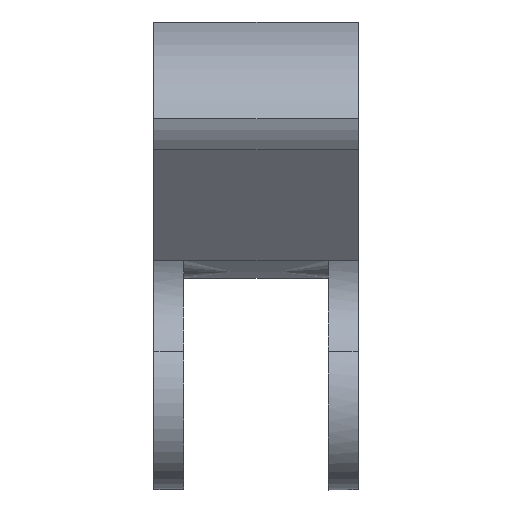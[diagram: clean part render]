
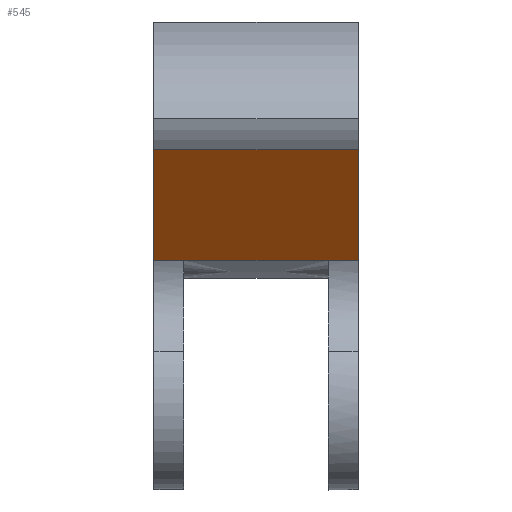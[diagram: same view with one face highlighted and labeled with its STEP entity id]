
A CAD part, left-side view. The second image highlights one B-rep face of the part: STEP entity #545.
In plain terms, the highlighted planar face has unit normal (-0.786, 0, -0.618).
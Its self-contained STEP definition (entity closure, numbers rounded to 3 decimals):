
#93=LINE('',#1137,#138);
#94=LINE('',#1140,#139);
#95=LINE('',#1142,#140);
#96=LINE('',#1143,#141);
#138=VECTOR('',#694,10.);
#139=VECTOR('',#697,10.);
#140=VECTOR('',#698,10.);
#141=VECTOR('',#699,10.);
#155=PLANE('',#592);
#181=FACE_OUTER_BOUND('',#209,.T.);
#209=EDGE_LOOP('',(#463,#464,#465,#466));
#276=VERTEX_POINT('',#1133);
#277=VERTEX_POINT('',#1135);
#278=VERTEX_POINT('',#1139);
#279=VERTEX_POINT('',#1141);
#353=EDGE_CURVE('',#276,#277,#93,.T.);
#354=EDGE_CURVE('',#276,#278,#94,.T.);
#355=EDGE_CURVE('',#279,#277,#95,.T.);
#356=EDGE_CURVE('',#278,#279,#96,.T.);
#463=ORIENTED_EDGE('',*,*,#354,.F.);
#464=ORIENTED_EDGE('',*,*,#353,.T.);
#465=ORIENTED_EDGE('',*,*,#355,.F.);
#466=ORIENTED_EDGE('',*,*,#356,.F.);
#545=ADVANCED_FACE('',(#181),#155,.T.);
#592=AXIS2_PLACEMENT_3D('',#1138,#695,#696);
#694=DIRECTION('',(0.,1.,0.));
#695=DIRECTION('center_axis',(-0.786,0.,-0.618));
#696=DIRECTION('ref_axis',(-0.618,0.,0.786));
#697=DIRECTION('',(0.618,0.,-0.786));
#698=DIRECTION('',(-0.618,0.,0.786));
#699=DIRECTION('',(0.,1.,0.));
#1133=CARTESIAN_POINT('',(-63.189,0.,-2.788));
#1135=CARTESIAN_POINT('',(-63.189,19.5,-2.788));
#1137=CARTESIAN_POINT('',(-63.189,0.,-2.788));
#1138=CARTESIAN_POINT('Origin',(-54.908,0.,-13.331));
#1139=CARTESIAN_POINT('',(-54.908,0.,-13.331));
#1140=CARTESIAN_POINT('',(-63.189,0.,-2.788));
#1141=CARTESIAN_POINT('',(-54.908,19.5,-13.331));
#1142=CARTESIAN_POINT('',(-63.189,19.5,-2.788));
#1143=CARTESIAN_POINT('',(-54.908,0.,-13.331));
